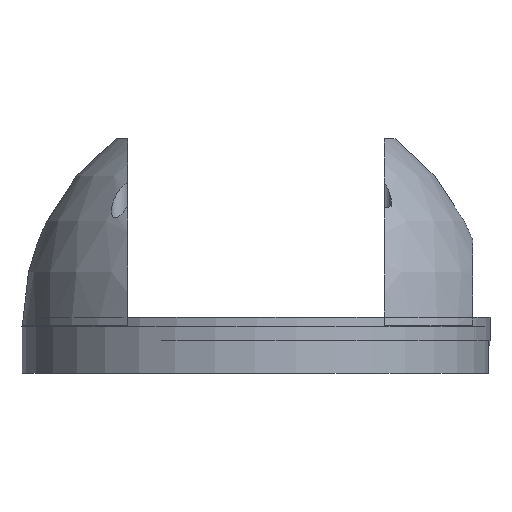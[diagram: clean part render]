
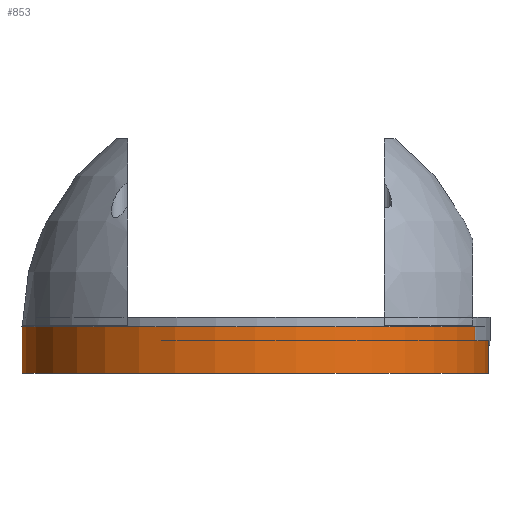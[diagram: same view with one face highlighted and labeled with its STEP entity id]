
A CAD part, front view. The second image highlights one B-rep face of the part: STEP entity #853.
In plain terms, the highlighted cylindrical face has radius 50 mm (diameter 100 mm), a full revolution.
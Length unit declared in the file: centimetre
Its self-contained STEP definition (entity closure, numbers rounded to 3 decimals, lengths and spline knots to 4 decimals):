
#31=FACE_BOUND($,#246,.T.);
#151=CYLINDRICAL_SURFACE($,#953,5.);
#186=FACE_OUTER_BOUND($,#245,.T.);
#245=EDGE_LOOP($,(#688));
#246=EDGE_LOOP($,(#689));
#316=CIRCLE($,#954,5.);
#317=CIRCLE($,#955,5.);
#392=VERTEX_POINT($,#1598);
#393=VERTEX_POINT($,#1600);
#499=EDGE_CURVE($,#392,#392,#316,.T.);
#500=EDGE_CURVE($,#393,#393,#317,.T.);
#688=ORIENTED_EDGE($,*,*,#499,.T.);
#689=ORIENTED_EDGE($,*,*,#500,.T.);
#853=ADVANCED_FACE($,(#186,#31),#151,.T.);
#953=AXIS2_PLACEMENT_3D($,#1597,#1157,#1158);
#954=AXIS2_PLACEMENT_3D($,#1599,#1159,#1160);
#955=AXIS2_PLACEMENT_3D($,#1601,#1161,#1162);
#1157=DIRECTION('center_axis',(0.,0.,
-1.));
#1158=DIRECTION('ref_axis',(-1.,0.,0.));
#1159=DIRECTION('center_axis',(0.,0.,
1.));
#1160=DIRECTION('ref_axis',(-1.,0.,0.));
#1161=DIRECTION('center_axis',(0.,0.,
-1.));
#1162=DIRECTION('ref_axis',(-1.,0.,0.));
#1597=CARTESIAN_POINT('Origin',(-7.8331,10.0141,0.6));
#1598=CARTESIAN_POINT('',(-12.8331,10.0141,0.1));
#1599=CARTESIAN_POINT('Origin',(-7.8331,10.0141,0.1));
#1600=CARTESIAN_POINT('',(-12.8331,10.0141,1.1));
#1601=CARTESIAN_POINT('Origin',(-7.8331,10.0141,1.1));
